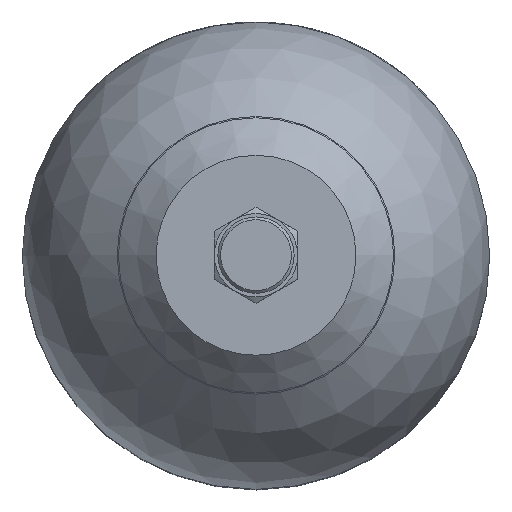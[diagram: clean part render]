
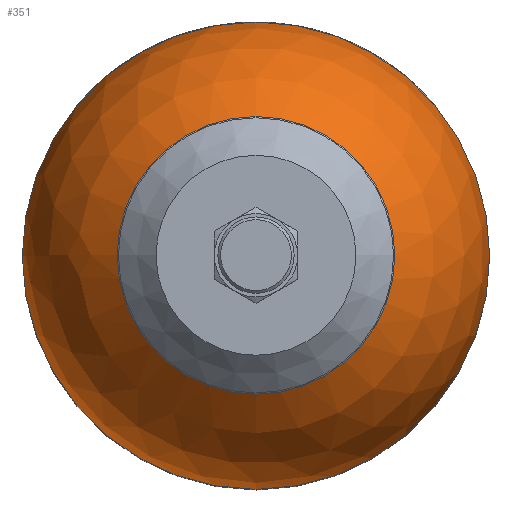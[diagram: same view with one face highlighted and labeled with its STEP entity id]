
A CAD part, top view. The second image highlights one B-rep face of the part: STEP entity #351.
In plain terms, the highlighted spherical face has radius 84.15 mm.
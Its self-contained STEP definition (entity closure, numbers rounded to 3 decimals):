
#351 = ADVANCED_FACE( '', ( #858, #859 ), #860, .T. );
#858 = FACE_OUTER_BOUND( '', #1567, .T. );
#859 = FACE_OUTER_BOUND( '', #1568, .T. );
#860 = SPHERICAL_SURFACE( '', #1569, 84.15 );
#1567 = EDGE_LOOP( '', ( #2722 ) );
#1568 = EDGE_LOOP( '', ( #2723 ) );
#1569 = AXIS2_PLACEMENT_3D( '', #2724, #2725, #2726 );
#2722 = ORIENTED_EDGE( '', *, *, #4806, .F. );
#2723 = ORIENTED_EDGE( '', *, *, #4544, .T. );
#2724 = CARTESIAN_POINT( '', ( 0., 0., 88.118 ) );
#2725 = DIRECTION( '', ( 0., 0., -1. ) );
#2726 = DIRECTION( '', ( -1., 0., 0. ) );
#4544 = EDGE_CURVE( '', #5212, #5212, #5213, .T. );
#4806 = EDGE_CURVE( '', #5654, #5654, #5655, .T. );
#5212 = VERTEX_POINT( '', #6199 );
#5213 = CIRCLE( '', #6200, 49.559 );
#5654 = VERTEX_POINT( '', #7398 );
#5655 = CIRCLE( '', #7399, 84.15 );
#6199 = CARTESIAN_POINT( '', ( -49.559, 0., 156.126 ) );
#6200 = AXIS2_PLACEMENT_3D( '', #9462, #9463, #9464 );
#7398 = CARTESIAN_POINT( '', ( -84.15, 0., 88.118 ) );
#7399 = AXIS2_PLACEMENT_3D( '', #9826, #9827, #9828 );
#9462 = CARTESIAN_POINT( '', ( 0., 0., 156.126 ) );
#9463 = DIRECTION( '', ( 0., 0., -1. ) );
#9464 = DIRECTION( '', ( -1., 0., 0. ) );
#9826 = CARTESIAN_POINT( '', ( 0., 0., 88.118 ) );
#9827 = DIRECTION( '', ( 0., 0., -1. ) );
#9828 = DIRECTION( '', ( -1., 0., 0. ) );
